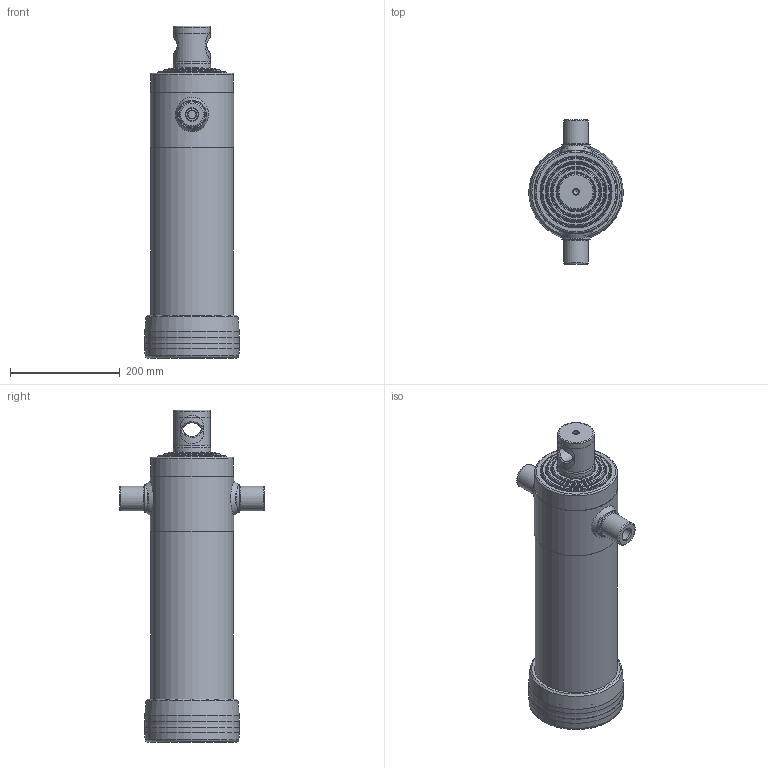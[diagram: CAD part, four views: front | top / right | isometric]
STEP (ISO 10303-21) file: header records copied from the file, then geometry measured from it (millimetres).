
FILE_DESCRIPTION( ( 'Unknown' ), '1' );
FILE_NAME( '4044F.stp', 'Unknown', ( 'Unknown' ), ( 'Unknown' ), 'PSStep 10.0', 'Unknown', ' ' );
FILE_SCHEMA( ( 'AUTOMOTIVE_DESIGN { 1 0 10303 214 1 1 1 1 }' ) );
Length unit declared in the file: millimetre
Products named in the file (14): Assem1; 3093; Saldatura d'angolo 1-oa0; Saldatura d'angolo 2-oa1; 3093-oa2; 3077; 3078; 3085; 3092; 3091; 4012; 4010
Bounding box: 172 x 262.4 x 604 mm (x, y, z)
Volume: 19189752.4 mm3; surface area: 3866388.4 mm2
Topology: 31 solids, 31 shells, 521 faces, 1065 edges, 657 vertices
Faces by surface type: plane 145, cylinder 144, torus 107, cone 82, bspline 43
Full cylindrical faces by diameter (mm): 10 x4, 15 x3, 16.376 x3, 23 x3, 36 x2, 45 x6, 52 x6, 66 x2, 67 x2, 68 x6, 71 x2, 72.8 x2, 73 x4, 74.2 x2, 76 x2, 87 x2, 88 x6, 91 x2, 93 x4, 94.2 x2, 96 x2, 106 x2, 107 x6, 110 x2, 112 x4, 113 x2, 115 x2, 125 x2, 126 x8, 129 x3
Entity records: 11780 total; most frequent: CARTESIAN_POINT 5597, DIRECTION 894, ORIENTED_EDGE 600, AXIS2_PLACEMENT_3D 422, EDGE_LOOP 416, FACE_OUTER_BOUND 333, EDGE_CURVE 300, VERTEX_POINT 264
